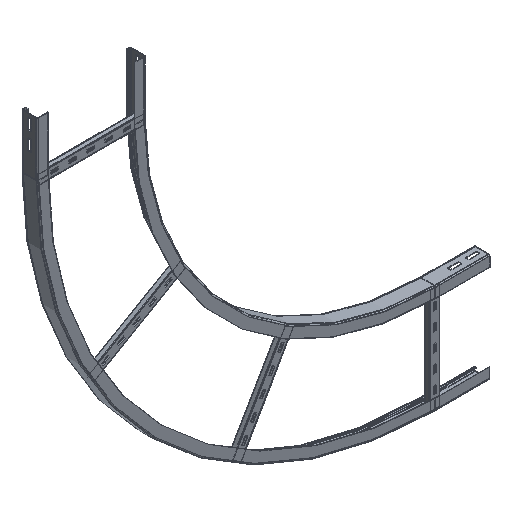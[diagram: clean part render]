
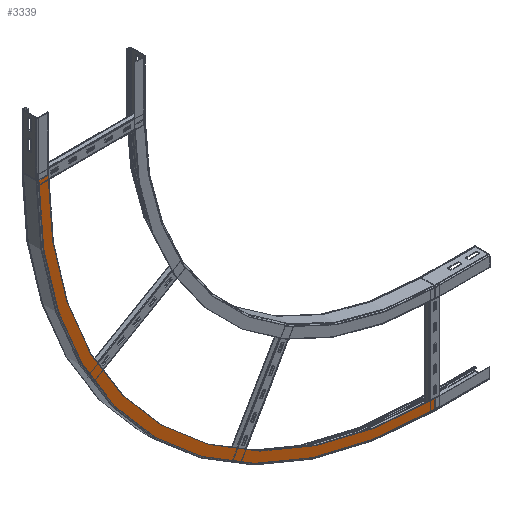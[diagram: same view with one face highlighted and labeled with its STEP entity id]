
A CAD part, isometric view. The second image highlights one B-rep face of the part: STEP entity #3339.
In plain terms, the highlighted planar face has unit normal (0, -1, 0).
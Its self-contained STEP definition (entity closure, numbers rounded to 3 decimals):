
#155=CIRCLE('',#3684,1096.);
#157=CIRCLE('',#3687,1069.);
#341=FACE_OUTER_BOUND('',#555,.T.);
#555=EDGE_LOOP('',(#2681,#2682,#2683,#2684));
#849=LINE('',#5292,#1221);
#870=LINE('',#5376,#1242);
#1221=VECTOR('',#4307,10.);
#1242=VECTOR('',#4408,10.);
#1517=VERTEX_POINT('',#5199);
#1547=VERTEX_POINT('',#5286);
#1570=VERTEX_POINT('',#5370);
#1571=VERTEX_POINT('',#5374);
#1917=EDGE_CURVE('',#1547,#1517,#849,.T.);
#1956=EDGE_CURVE('',#1570,#1547,#155,.T.);
#1958=EDGE_CURVE('',#1571,#1517,#157,.T.);
#1959=EDGE_CURVE('',#1571,#1570,#870,.T.);
#2681=ORIENTED_EDGE('',*,*,#1917,.T.);
#2682=ORIENTED_EDGE('',*,*,#1958,.F.);
#2683=ORIENTED_EDGE('',*,*,#1959,.T.);
#2684=ORIENTED_EDGE('',*,*,#1956,.T.);
#3152=PLANE('',#3686);
#3339=ADVANCED_FACE('',(#341),#3152,.T.);
#3684=AXIS2_PLACEMENT_3D('',#5371,#4400,#4401);
#3686=AXIS2_PLACEMENT_3D('',#5373,#4404,#4405);
#3687=AXIS2_PLACEMENT_3D('',#5375,#4406,#4407);
#4307=DIRECTION('',(0.,0.,1.));
#4400=DIRECTION('center_axis',(0.,-1.,0.));
#4401=DIRECTION('ref_axis',(-1.,0.,0.));
#4404=DIRECTION('center_axis',(0.,-1.,0.));
#4405=DIRECTION('ref_axis',(0.,0.,-1.));
#4406=DIRECTION('center_axis',(0.,-1.,0.));
#4407=DIRECTION('ref_axis',(-1.,0.,0.));
#4408=DIRECTION('',(-1.,0.,0.));
#5199=CARTESIAN_POINT('',(1069.,0.,-1069.));
#5286=CARTESIAN_POINT('',(1069.,0.,-1096.));
#5292=CARTESIAN_POINT('',(1069.,0.,-1096.));
#5370=CARTESIAN_POINT('',(-27.,0.,0.));
#5371=CARTESIAN_POINT('Origin',(1069.,0.,0.));
#5373=CARTESIAN_POINT('Origin',(1069.,0.,-1096.));
#5374=CARTESIAN_POINT('',(0.,0.,0.));
#5375=CARTESIAN_POINT('Origin',(1069.,0.,0.));
#5376=CARTESIAN_POINT('',(-81.572,0.,0.));
